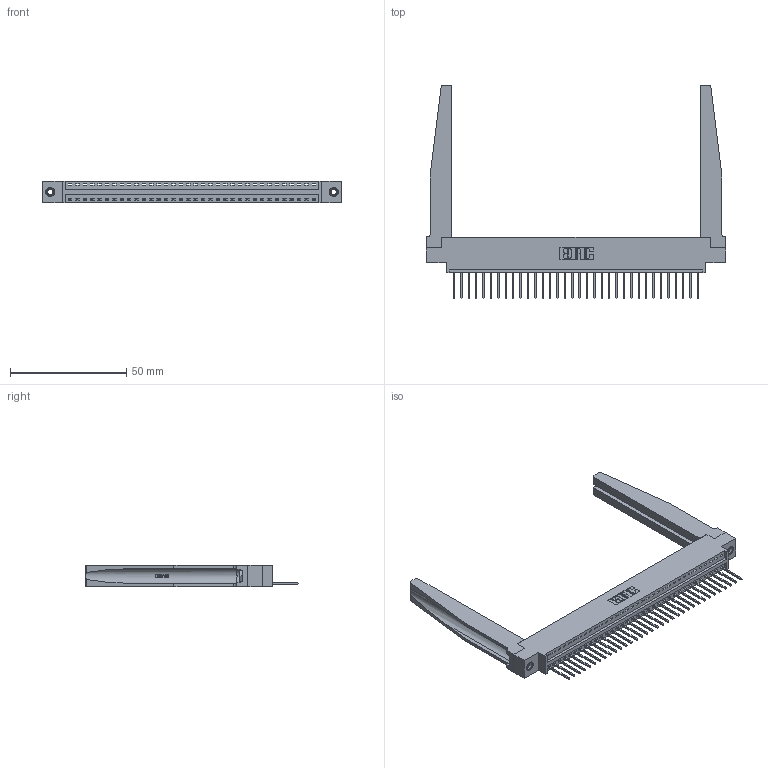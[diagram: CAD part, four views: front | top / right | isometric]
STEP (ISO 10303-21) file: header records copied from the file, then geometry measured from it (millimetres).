
FILE_DESCRIPTION (( 'STEP AP203' ), '1' );
FILE_NAME ('396-034-522-678.STEP', '2019-10-27T15:41:02', ( '' ), ( '' ), 'SwSTEP 2.0', 'SolidWorks 2016', '' );
FILE_SCHEMA (( 'CONFIG_CONTROL_DESIGN' ));
Length unit declared in the file: inch
Products named in the file (5): 346-220-078_345-220-078; 346 Part_0.170 Offset - 0.156 Dia-TH; 345-250-001_345-250-001-102; 396-034-522-678; 345-292-001_345-293-122
Assembly tree (39 placements, depth 2):
  396-034-522-678
    346 Part_0.170 Offset - 0.156 Dia-TH
    345-292-001_345-293-122  x34
    346-220-078_345-220-078  x2
    345-250-001_345-250-001-102  x2
Bounding box: 128.52 x 91.69 x 9.4 mm (x, y, z)
Volume: 19006 mm3; surface area: 21859.1 mm2
Topology: 39 solids, 39 shells, 2332 faces, 6933 edges, 4566 vertices
Faces by surface type: plane 1582, cylinder 698, bspline 36, cone 12, torus 4
Entity records: 27076 total; most frequent: CARTESIAN_POINT 5557, ORIENTED_EDGE 4414, DIRECTION 3897, EDGE_CURVE 2207, VECTOR 1845, LINE 1845, VERTEX_POINT 1464, AXIS2_PLACEMENT_3D 1026
